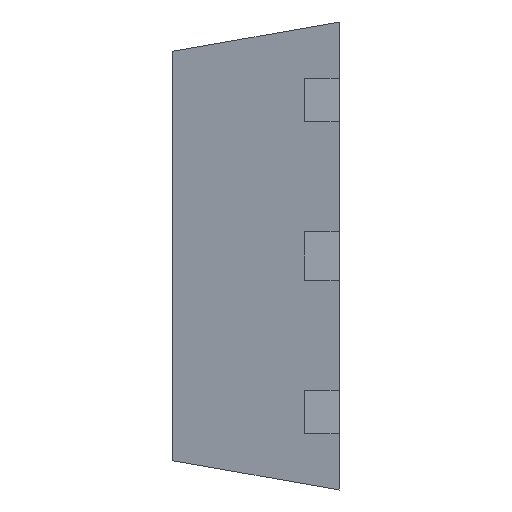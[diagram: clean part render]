
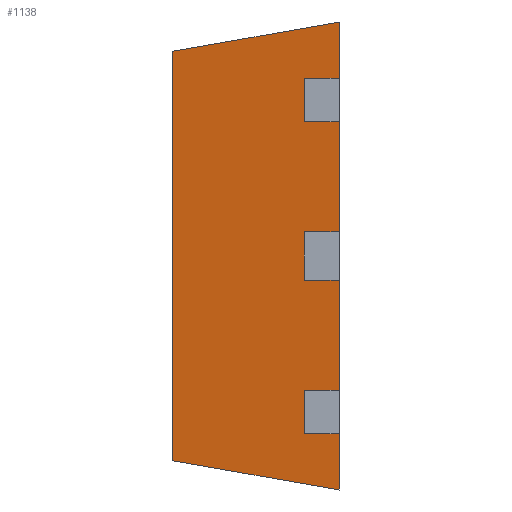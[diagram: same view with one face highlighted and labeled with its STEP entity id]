
A CAD part, left-side view. The second image highlights one B-rep face of the part: STEP entity #1138.
In plain terms, the highlighted planar face has unit normal (-0.985, 0.174, 0).
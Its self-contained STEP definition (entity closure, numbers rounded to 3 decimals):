
#1 = EDGE_CURVE ( 'NONE', #1109, #602, #725, .T. ) ;
#9 = ORIENTED_EDGE ( 'NONE', *, *, #643, .F. ) ;
#10 = VERTEX_POINT ( 'NONE', #942 ) ;
#17 = LINE ( 'NONE', #254, #945 ) ;
#27 = CARTESIAN_POINT ( 'NONE',  ( -1.25, 0., 2.25 ) ) ;
#55 = EDGE_CURVE ( 'NONE', #552, #240, #999, .T. ) ;
#59 = LINE ( 'NONE', #484, #278 ) ;
#110 = FACE_OUTER_BOUND ( 'NONE', #329, .T. ) ;
#147 = DIRECTION ( 'NONE',  ( 0.174, 0.985, 0. ) ) ;
#206 = ORIENTED_EDGE ( 'NONE', *, *, #313, .T. ) ;
#240 = VERTEX_POINT ( 'NONE', #346 ) ;
#253 = EDGE_CURVE ( 'NONE', #816, #240, #17, .T. ) ;
#254 = CARTESIAN_POINT ( 'NONE',  ( -1.25, 0., -0.233 ) ) ;
#278 = VECTOR ( 'NONE', #401, 1000. ) ;
#287 = CARTESIAN_POINT ( 'NONE',  ( -1.191, 0.335, -0.233 ) ) ;
#312 = CARTESIAN_POINT ( 'NONE',  ( -1.25, 0., 0.233 ) ) ;
#313 = EDGE_CURVE ( 'NONE', #551, #1083, #885, .T. ) ;
#316 = CARTESIAN_POINT ( 'NONE',  ( -1.25, 0., 2.25 ) ) ;
#318 = CARTESIAN_POINT ( 'NONE',  ( -1.25, 0., 2.25 ) ) ;
#329 = EDGE_LOOP ( 'NONE', ( #741, #687, #9, #206, #1057, #850, #458, #921 ) ) ;
#335 = VECTOR ( 'NONE', #1007, 1000. ) ;
#346 = CARTESIAN_POINT ( 'NONE',  ( -1.25, 0., -0.233 ) ) ;
#379 = LINE ( 'NONE', #603, #335 ) ;
#400 = VECTOR ( 'NONE', #406, 1000. ) ;
#401 = DIRECTION ( 'NONE',  ( -0.171, -0.97, 0.171 ) ) ;
#406 = DIRECTION ( 'NONE',  ( 0., 0., 1. ) ) ;
#434 = DIRECTION ( 'NONE',  ( 0., 0., 1. ) ) ;
#436 = EDGE_CURVE ( 'NONE', #1109, #552, #379, .T. ) ;
#458 = ORIENTED_EDGE ( 'NONE', *, *, #436, .T. ) ;
#484 = CARTESIAN_POINT ( 'NONE',  ( -1.177, 0.415, 2.177 ) ) ;
#489 = DIRECTION ( 'NONE',  ( -0.985, 0.174, 0. ) ) ;
#492 = CARTESIAN_POINT ( 'NONE',  ( -1.25, 0., -2.25 ) ) ;
#508 = DIRECTION ( 'NONE',  ( 0., 0., 1. ) ) ;
#528 = CARTESIAN_POINT ( 'NONE',  ( -1.25, 0., 0.233 ) ) ;
#551 = VERTEX_POINT ( 'NONE', #312 ) ;
#552 = VERTEX_POINT ( 'NONE', #492 ) ;
#564 = LINE ( 'NONE', #528, #931 ) ;
#602 = VERTEX_POINT ( 'NONE', #1135 ) ;
#603 = CARTESIAN_POINT ( 'NONE',  ( -1.118, 0.747, -2.118 ) ) ;
#623 = EDGE_CURVE ( 'NONE', #816, #10, #1079, .T. ) ;
#625 = VECTOR ( 'NONE', #508, 1000. ) ;
#643 = EDGE_CURVE ( 'NONE', #551, #10, #564, .T. ) ;
#687 = ORIENTED_EDGE ( 'NONE', *, *, #623, .T. ) ;
#716 = VECTOR ( 'NONE', #434, 1000. ) ;
#725 = LINE ( 'NONE', #1012, #625 ) ;
#741 = ORIENTED_EDGE ( 'NONE', *, *, #253, .F. ) ;
#756 = CARTESIAN_POINT ( 'NONE',  ( -0.968, 1.6, -1.968 ) ) ;
#774 = DIRECTION ( 'NONE',  ( 0., 0., 1. ) ) ;
#816 = VERTEX_POINT ( 'NONE', #287 ) ;
#827 = AXIS2_PLACEMENT_3D ( 'NONE', #27, #489, #1098 ) ;
#850 = ORIENTED_EDGE ( 'NONE', *, *, #1, .F. ) ;
#852 = PLANE ( 'NONE',  #827 ) ;
#885 = LINE ( 'NONE', #899, #919 ) ;
#892 = CARTESIAN_POINT ( 'NONE',  ( -1.191, 0.335, 2.25 ) ) ;
#899 = CARTESIAN_POINT ( 'NONE',  ( -1.25, 0., 2.25 ) ) ;
#908 = DIRECTION ( 'NONE',  ( -0.174, -0.985, 0. ) ) ;
#919 = VECTOR ( 'NONE', #774, 1000. ) ;
#921 = ORIENTED_EDGE ( 'NONE', *, *, #55, .T. ) ;
#931 = VECTOR ( 'NONE', #147, 1000. ) ;
#942 = CARTESIAN_POINT ( 'NONE',  ( -1.191, 0.335, 0.233 ) ) ;
#945 = VECTOR ( 'NONE', #908, 1000. ) ;
#999 = LINE ( 'NONE', #316, #400 ) ;
#1007 = DIRECTION ( 'NONE',  ( -0.171, -0.97, -0.171 ) ) ;
#1012 = CARTESIAN_POINT ( 'NONE',  ( -0.968, 1.6, 2.25 ) ) ;
#1057 = ORIENTED_EDGE ( 'NONE', *, *, #1081, .F. ) ;
#1079 = LINE ( 'NONE', #892, #716 ) ;
#1081 = EDGE_CURVE ( 'NONE', #602, #1083, #59, .T. ) ;
#1083 = VERTEX_POINT ( 'NONE', #318 ) ;
#1098 = DIRECTION ( 'NONE',  ( -0.174, -0.985, 0. ) ) ;
#1109 = VERTEX_POINT ( 'NONE', #756 ) ;
#1135 = CARTESIAN_POINT ( 'NONE',  ( -0.968, 1.6, 1.968 ) ) ;
#1138 = ADVANCED_FACE ( 'NONE', ( #110 ), #852, .T. ) ;
